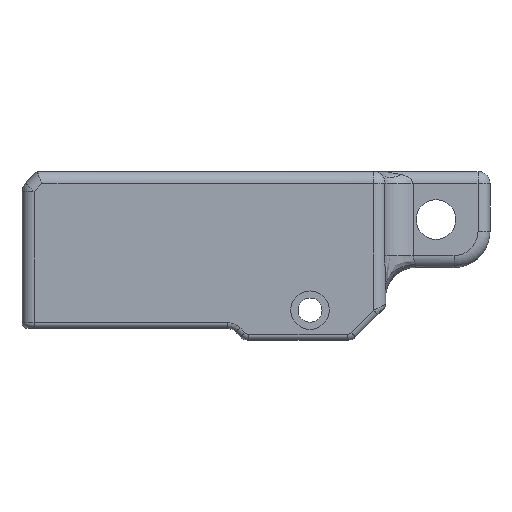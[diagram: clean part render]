
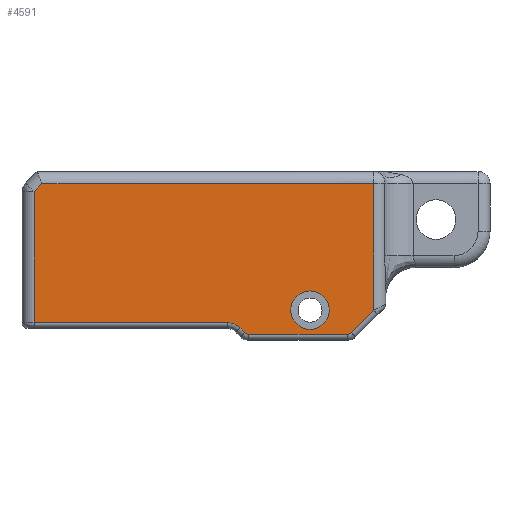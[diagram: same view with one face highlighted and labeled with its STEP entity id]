
A CAD part, left-side view. The second image highlights one B-rep face of the part: STEP entity #4591.
In plain terms, the highlighted planar face has unit normal (-1, 0, 0).
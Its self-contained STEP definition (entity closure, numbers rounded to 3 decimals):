
#3 = AXIS2_PLACEMENT_3D ( 'NONE', #251, #2154, #1155 ) ;
#24 = ORIENTED_EDGE ( 'NONE', *, *, #5731, .T. ) ;
#52 = LINE ( 'NONE', #3899, #2925 ) ;
#65 = DIRECTION ( 'NONE',  ( 0., 0., -1. ) ) ;
#251 = CARTESIAN_POINT ( 'NONE',  ( 4.2, 6.5, 2.53 ) ) ;
#287 = CIRCLE ( 'NONE', #5146, 0.5 ) ;
#294 = DIRECTION ( 'NONE',  ( 0., -1., 0. ) ) ;
#301 = CARTESIAN_POINT ( 'NONE',  ( 4.2, 3.414, 1. ) ) ;
#364 = CARTESIAN_POINT ( 'NONE',  ( 4.2, 13.414, 1.5 ) ) ;
#538 = VERTEX_POINT ( 'NONE', #961 ) ;
#553 = VERTEX_POINT ( 'NONE', #3284 ) ;
#579 = CARTESIAN_POINT ( 'NONE',  ( 4.2, 1.2, 14.08 ) ) ;
#584 = EDGE_CURVE ( 'NONE', #2143, #538, #1894, .T. ) ;
#586 = CARTESIAN_POINT ( 'NONE',  ( 4.2, 12.354, 1.061 ) ) ;
#699 = CIRCLE ( 'NONE', #3460, 1.6 ) ;
#700 = DIRECTION ( 'NONE',  ( 0., -0.707, -0.707 ) ) ;
#715 = ORIENTED_EDGE ( 'NONE', *, *, #3446, .F. ) ;
#758 = VECTOR ( 'NONE', #2853, 1000. ) ;
#770 = EDGE_LOOP ( 'NONE', ( #3304, #5889, #2321, #2134, #24, #1597, #3512, #3732, #1433, #3916, #2981 ) ) ;
#783 = DIRECTION ( 'NONE',  ( -1., 0., 0. ) ) ;
#836 = VERTEX_POINT ( 'NONE', #2294 ) ;
#892 = DIRECTION ( 'NONE',  ( 1., 0., 0. ) ) ;
#928 = EDGE_CURVE ( 'NONE', #1493, #1368, #4121, .T. ) ;
#961 = CARTESIAN_POINT ( 'NONE',  ( 4.2, 28.836, 13.08 ) ) ;
#1014 = VERTEX_POINT ( 'NONE', #5541 ) ;
#1041 = DIRECTION ( 'NONE',  ( 0., 0., -1. ) ) ;
#1124 = DIRECTION ( 'NONE',  ( -1., 0., 0. ) ) ;
#1155 = DIRECTION ( 'NONE',  ( 0., 0., -1. ) ) ;
#1267 = EDGE_CURVE ( 'NONE', #538, #1014, #52, .T. ) ;
#1348 = DIRECTION ( 'NONE',  ( 0., 1., 0. ) ) ;
#1350 = VERTEX_POINT ( 'NONE', #5829 ) ;
#1368 = VERTEX_POINT ( 'NONE', #586 ) ;
#1433 = ORIENTED_EDGE ( 'NONE', *, *, #1877, .T. ) ;
#1435 = FACE_OUTER_BOUND ( 'NONE', #770, .T. ) ;
#1493 = VERTEX_POINT ( 'NONE', #364 ) ;
#1536 = AXIS2_PLACEMENT_3D ( 'NONE', #5318, #2961, #1041 ) ;
#1537 = CARTESIAN_POINT ( 'NONE',  ( 4.2, 3.414, 0.5 ) ) ;
#1597 = ORIENTED_EDGE ( 'NONE', *, *, #2178, .T. ) ;
#1714 = DIRECTION ( 'NONE',  ( -1., 0., 0. ) ) ;
#1803 = ORIENTED_EDGE ( 'NONE', *, *, #4295, .F. ) ;
#1877 = EDGE_CURVE ( 'NONE', #2376, #2143, #4881, .T. ) ;
#1885 = CARTESIAN_POINT ( 'NONE',  ( 4.2, 29.5, 14.08 ) ) ;
#1894 = LINE ( 'NONE', #2302, #758 ) ;
#2060 = EDGE_CURVE ( 'NONE', #1014, #553, #4938, .T. ) ;
#2090 = CARTESIAN_POINT ( 'NONE',  ( 4.2, 1.554, 2.154 ) ) ;
#2134 = ORIENTED_EDGE ( 'NONE', *, *, #2411, .T. ) ;
#2143 = VERTEX_POINT ( 'NONE', #2352 ) ;
#2154 = DIRECTION ( 'NONE',  ( -1., 0., 0. ) ) ;
#2178 = EDGE_CURVE ( 'NONE', #4284, #5362, #5143, .T. ) ;
#2288 = EDGE_LOOP ( 'NONE', ( #715, #1803 ) ) ;
#2294 = CARTESIAN_POINT ( 'NONE',  ( 4.2, 11.939, 0.646 ) ) ;
#2302 = CARTESIAN_POINT ( 'NONE',  ( 4.2, -2.181, 13.08 ) ) ;
#2321 = ORIENTED_EDGE ( 'NONE', *, *, #928, .T. ) ;
#2352 = CARTESIAN_POINT ( 'NONE',  ( 4.2, 1.2, 13.08 ) ) ;
#2376 = VERTEX_POINT ( 'NONE', #4013 ) ;
#2411 = EDGE_CURVE ( 'NONE', #1368, #836, #3226, .T. ) ;
#2471 = DIRECTION ( 'NONE',  ( 0., 0., 1. ) ) ;
#2477 = DIRECTION ( 'NONE',  ( 0., 0.707, -0.707 ) ) ;
#2589 = LINE ( 'NONE', #2090, #4469 ) ;
#2675 = CARTESIAN_POINT ( 'NONE',  ( 4.2, 6.5, 4.13 ) ) ;
#2742 = FACE_BOUND ( 'NONE', #2288, .T. ) ;
#2773 = AXIS2_PLACEMENT_3D ( 'NONE', #4692, #892, #1348 ) ;
#2844 = VECTOR ( 'NONE', #700, 1000. ) ;
#2853 = DIRECTION ( 'NONE',  ( 0., 1., 0. ) ) ;
#2925 = VECTOR ( 'NONE', #2477, 1000. ) ;
#2961 = DIRECTION ( 'NONE',  ( 1., 0., 0. ) ) ;
#2968 = VERTEX_POINT ( 'NONE', #5320 ) ;
#2981 = ORIENTED_EDGE ( 'NONE', *, *, #1267, .T. ) ;
#3055 = CIRCLE ( 'NONE', #3655, 0.5 ) ;
#3132 = VECTOR ( 'NONE', #2471, 1000. ) ;
#3226 = LINE ( 'NONE', #4654, #2844 ) ;
#3284 = CARTESIAN_POINT ( 'NONE',  ( 4.2, 29.5, 1.5 ) ) ;
#3304 = ORIENTED_EDGE ( 'NONE', *, *, #2060, .T. ) ;
#3428 = VECTOR ( 'NONE', #294, 1000. ) ;
#3446 = EDGE_CURVE ( 'NONE', #3795, #1350, #4272, .T. ) ;
#3454 = EDGE_CURVE ( 'NONE', #2968, #2376, #2589, .T. ) ;
#3460 = AXIS2_PLACEMENT_3D ( 'NONE', #3947, #1124, #65 ) ;
#3512 = ORIENTED_EDGE ( 'NONE', *, *, #4974, .T. ) ;
#3592 = DIRECTION ( 'NONE',  ( 0., 0., -1. ) ) ;
#3655 = AXIS2_PLACEMENT_3D ( 'NONE', #301, #783, #3592 ) ;
#3662 = EDGE_CURVE ( 'NONE', #553, #1493, #5684, .T. ) ;
#3732 = ORIENTED_EDGE ( 'NONE', *, *, #3454, .T. ) ;
#3795 = VERTEX_POINT ( 'NONE', #2675 ) ;
#3899 = CARTESIAN_POINT ( 'NONE',  ( 4.2, 29.793, 12.123 ) ) ;
#3916 = ORIENTED_EDGE ( 'NONE', *, *, #584, .T. ) ;
#3925 = CARTESIAN_POINT ( 'NONE',  ( 4.2, 3.414, 0.5 ) ) ;
#3947 = CARTESIAN_POINT ( 'NONE',  ( 4.2, 6.5, 2.53 ) ) ;
#3967 = VECTOR ( 'NONE', #5159, 1000. ) ;
#4013 = CARTESIAN_POINT ( 'NONE',  ( 4.2, 1.2, 2.507 ) ) ;
#4030 = VECTOR ( 'NONE', #4383, 1000. ) ;
#4077 = CARTESIAN_POINT ( 'NONE',  ( 4.2, 11.586, 1. ) ) ;
#4121 = CIRCLE ( 'NONE', #1536, 1.5 ) ;
#4203 = PLANE ( 'NONE',  #2773 ) ;
#4272 = CIRCLE ( 'NONE', #3, 1.6 ) ;
#4284 = VERTEX_POINT ( 'NONE', #5724 ) ;
#4295 = EDGE_CURVE ( 'NONE', #1350, #3795, #699, .T. ) ;
#4383 = DIRECTION ( 'NONE',  ( 0., 0., -1. ) ) ;
#4469 = VECTOR ( 'NONE', #4483, 1000. ) ;
#4483 = DIRECTION ( 'NONE',  ( 0., -0.707, 0.707 ) ) ;
#4591 = ADVANCED_FACE ( 'NONE', ( #1435, #2742 ), #4203, .F. ) ;
#4654 = CARTESIAN_POINT ( 'NONE',  ( 4.2, 11.939, 0.646 ) ) ;
#4662 = CARTESIAN_POINT ( 'NONE',  ( 4.2, 13.414, 1.5 ) ) ;
#4692 = CARTESIAN_POINT ( 'NONE',  ( 4.2, -2.181, 14.08 ) ) ;
#4881 = LINE ( 'NONE', #579, #3132 ) ;
#4938 = LINE ( 'NONE', #1885, #4030 ) ;
#4974 = EDGE_CURVE ( 'NONE', #5362, #2968, #3055, .T. ) ;
#5143 = LINE ( 'NONE', #3925, #3428 ) ;
#5146 = AXIS2_PLACEMENT_3D ( 'NONE', #4077, #1714, #5499 ) ;
#5159 = DIRECTION ( 'NONE',  ( 0., -1., 0. ) ) ;
#5318 = CARTESIAN_POINT ( 'NONE',  ( 4.2, 13.414, 0. ) ) ;
#5320 = CARTESIAN_POINT ( 'NONE',  ( 4.2, 3.061, 0.646 ) ) ;
#5362 = VERTEX_POINT ( 'NONE', #1537 ) ;
#5499 = DIRECTION ( 'NONE',  ( 0., 0., -1. ) ) ;
#5541 = CARTESIAN_POINT ( 'NONE',  ( 4.2, 29.5, 12.416 ) ) ;
#5684 = LINE ( 'NONE', #4662, #3967 ) ;
#5724 = CARTESIAN_POINT ( 'NONE',  ( 4.2, 11.586, 0.5 ) ) ;
#5731 = EDGE_CURVE ( 'NONE', #836, #4284, #287, .T. ) ;
#5829 = CARTESIAN_POINT ( 'NONE',  ( 4.2, 6.5, 0.93 ) ) ;
#5889 = ORIENTED_EDGE ( 'NONE', *, *, #3662, .T. ) ;
